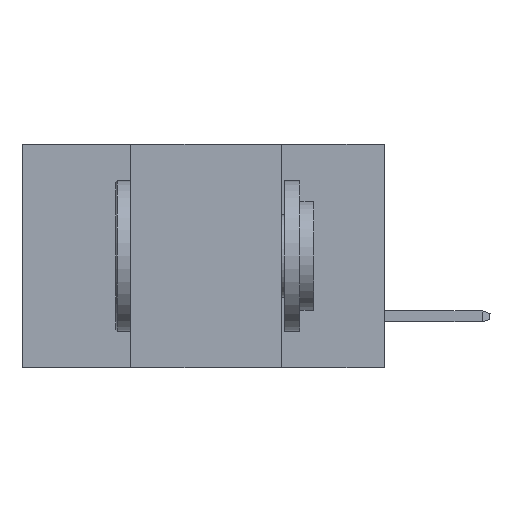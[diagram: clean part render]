
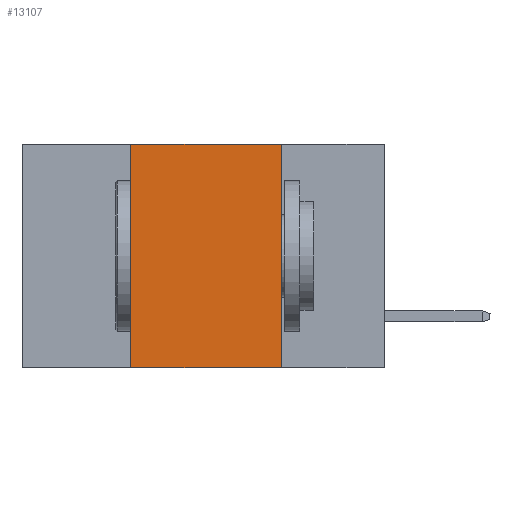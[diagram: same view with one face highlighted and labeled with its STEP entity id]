
A CAD part, left-side view. The second image highlights one B-rep face of the part: STEP entity #13107.
In plain terms, the highlighted planar face has unit normal (-1, 0, 0).
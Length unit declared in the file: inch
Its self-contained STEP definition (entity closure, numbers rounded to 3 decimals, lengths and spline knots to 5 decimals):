
#248 = CARTESIAN_POINT ( 'NONE',  ( 0., 0.42, -0.37 ) ) ;
#372 = FACE_OUTER_BOUND ( 'NONE', #9344, .T. ) ;
#711 = VECTOR ( 'NONE', #13764, 39.37008 ) ;
#796 = DIRECTION ( 'NONE',  ( 0., 0., -1. ) ) ;
#960 = DIRECTION ( 'NONE',  ( 1., 0., 0. ) ) ;
#1007 = LINE ( 'NONE', #2295, #7878 ) ;
#1927 = AXIS2_PLACEMENT_3D ( 'NONE', #16037, #960, #796 ) ;
#2295 = CARTESIAN_POINT ( 'NONE',  ( 0., 0.6, 0. ) ) ;
#2413 = VERTEX_POINT ( 'NONE', #15875 ) ;
#3866 = VERTEX_POINT ( 'NONE', #10019 ) ;
#5303 = CARTESIAN_POINT ( 'NONE',  ( 0., 0.6, -0.37 ) ) ;
#5570 = PLANE ( 'NONE',  #1927 ) ;
#5983 = EDGE_CURVE ( 'NONE', #7183, #3866, #10058, .T. ) ;
#6545 = ORIENTED_EDGE ( 'NONE', *, *, #6707, .T. ) ;
#6560 = DIRECTION ( 'NONE',  ( 0., -1., 0. ) ) ;
#6707 = EDGE_CURVE ( 'NONE', #16779, #3866, #14580, .T. ) ;
#6729 = LINE ( 'NONE', #248, #16683 ) ;
#7183 = VERTEX_POINT ( 'NONE', #12676 ) ;
#7878 = VECTOR ( 'NONE', #6560, 39.37008 ) ;
#7956 = DIRECTION ( 'NONE',  ( 0., 0., 1. ) ) ;
#8610 = CARTESIAN_POINT ( 'NONE',  ( 0., 0.17, -0.37 ) ) ;
#8871 = ORIENTED_EDGE ( 'NONE', *, *, #5983, .F. ) ;
#9186 = VECTOR ( 'NONE', #13145, 39.37008 ) ;
#9344 = EDGE_LOOP ( 'NONE', ( #8871, #16148, #14529, #6545 ) ) ;
#10019 = CARTESIAN_POINT ( 'NONE',  ( 0., 0.17, -0.37 ) ) ;
#10058 = LINE ( 'NONE', #8610, #711 ) ;
#12676 = CARTESIAN_POINT ( 'NONE',  ( 0., 0.17, 0. ) ) ;
#13107 = ADVANCED_FACE ( 'NONE', ( #372 ), #5570, .F. ) ;
#13145 = DIRECTION ( 'NONE',  ( 0., -1., 0. ) ) ;
#13606 = EDGE_CURVE ( 'NONE', #2413, #7183, #1007, .T. ) ;
#13764 = DIRECTION ( 'NONE',  ( 0., 0., -1. ) ) ;
#14529 = ORIENTED_EDGE ( 'NONE', *, *, #15267, .F. ) ;
#14580 = LINE ( 'NONE', #5303, #9186 ) ;
#14886 = CARTESIAN_POINT ( 'NONE',  ( 0., 0.42, -0.37 ) ) ;
#15267 = EDGE_CURVE ( 'NONE', #16779, #2413, #6729, .T. ) ;
#15875 = CARTESIAN_POINT ( 'NONE',  ( 0., 0.42, 0. ) ) ;
#16037 = CARTESIAN_POINT ( 'NONE',  ( 0., 0.6, 0. ) ) ;
#16148 = ORIENTED_EDGE ( 'NONE', *, *, #13606, .F. ) ;
#16683 = VECTOR ( 'NONE', #7956, 39.37008 ) ;
#16779 = VERTEX_POINT ( 'NONE', #14886 ) ;
